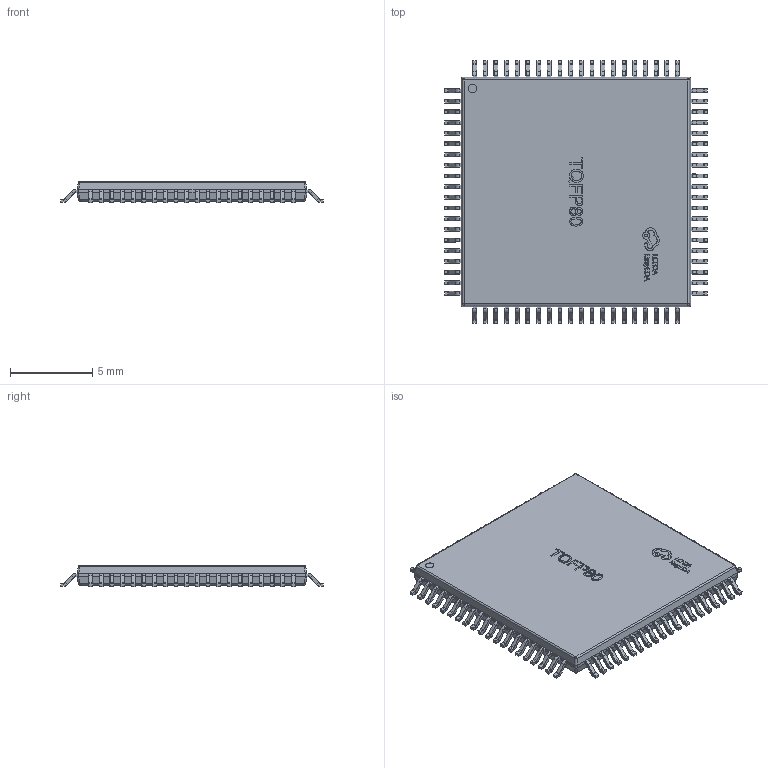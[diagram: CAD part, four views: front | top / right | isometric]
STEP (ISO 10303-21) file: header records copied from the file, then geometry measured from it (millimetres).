
FILE_DESCRIPTION (( 'STEP AP214' ), '1' );
FILE_NAME ('QFP-80_L14.0-W14.0-H1.2-LS16.0-P0.65.step', '2022-07-09T05:16:06', ( '' ), ( '' ), 'SwSTEP 2.0', 'SolidWorks 2020', '' );
FILE_SCHEMA (( 'AUTOMOTIVE_DESIGN' ));
Length unit declared in the file: millimetre
Products named in the file (1): QFP-80_L14.0-W14.0-H1.2-LS16.0-P0.65
Bounding box: 16.01 x 16.01 x 1.3 mm (x, y, z)
Volume: 237 mm3; surface area: 539.1 mm2
Topology: 81 solids, 81 shells, 4499 faces, 9593 edges, 5134 vertices
Faces by surface type: plane 1669, cylinder 1622, torus 640, sphere 408, bspline 160
Entity records: 169190 total; most frequent: CARTESIAN_POINT 23611, DIRECTION 21633, ORIENTED_EDGE 18546, EDGE_CURVE 9273, AXIS2_PLACEMENT_3D 8368, VERTEX_POINT 4974, VECTOR 4897, LINE 4897
